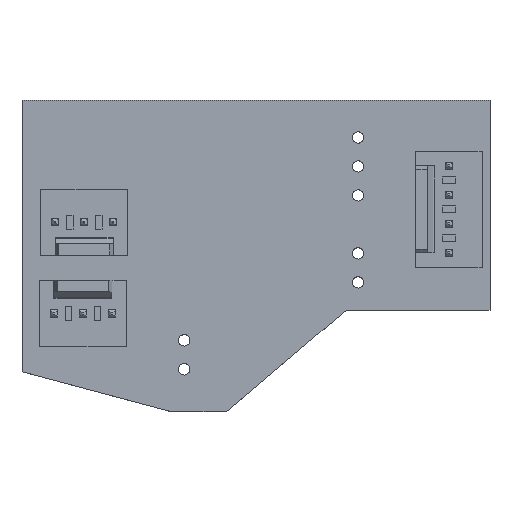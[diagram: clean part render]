
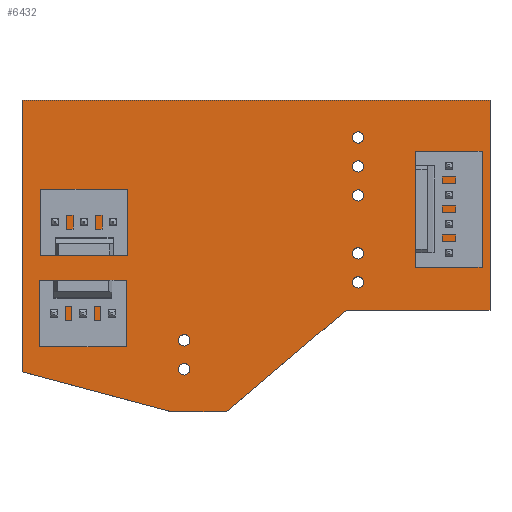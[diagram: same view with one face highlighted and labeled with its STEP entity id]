
A CAD part, top view. The second image highlights one B-rep face of the part: STEP entity #6432.
In plain terms, the highlighted planar face has unit normal (0, 0, 1).
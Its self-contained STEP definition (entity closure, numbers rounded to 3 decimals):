
#6109 = VERTEX_POINT('',#6110);
#6110 = CARTESIAN_POINT('',(37.7,4.7,1.6));
#6116 = EDGE_CURVE('',#6109,#6117,#6119,.T.);
#6117 = VERTEX_POINT('',#6118);
#6118 = CARTESIAN_POINT('',(25.1,4.7,1.6));
#6119 = LINE('',#6120,#6121);
#6120 = CARTESIAN_POINT('',(37.7,4.7,1.6));
#6121 = VECTOR('',#6122,1.);
#6122 = DIRECTION('',(-1.,0.,0.));
#6149 = VERTEX_POINT('',#6150);
#6150 = CARTESIAN_POINT('',(37.7,23.1,1.6));
#6156 = EDGE_CURVE('',#6149,#6109,#6157,.T.);
#6157 = LINE('',#6158,#6159);
#6158 = CARTESIAN_POINT('',(37.7,23.1,1.6));
#6159 = VECTOR('',#6160,1.);
#6160 = DIRECTION('',(0.,-1.,0.));
#6178 = EDGE_CURVE('',#6117,#6179,#6181,.T.);
#6179 = VERTEX_POINT('',#6180);
#6180 = CARTESIAN_POINT('',(14.6,-4.2,1.6));
#6181 = LINE('',#6182,#6183);
#6182 = CARTESIAN_POINT('',(25.1,4.7,1.6));
#6183 = VECTOR('',#6184,1.);
#6184 = DIRECTION('',(-0.763,-0.647,0.));
#6432 = ADVANCED_FACE('',(#6433,#6468,#6479,#6490,#6501,#6512,#6523,
    #6534,#6545,#6556,#6567,#6578,#6589,#6600,#6611,#6622,#6633,#6644),
  #6655,.F.);
#6433 = FACE_BOUND('',#6434,.F.);
#6434 = EDGE_LOOP('',(#6435,#6436,#6437,#6445,#6453,#6461,#6467));
#6435 = ORIENTED_EDGE('',*,*,#6116,.T.);
#6436 = ORIENTED_EDGE('',*,*,#6178,.T.);
#6437 = ORIENTED_EDGE('',*,*,#6438,.T.);
#6438 = EDGE_CURVE('',#6179,#6439,#6441,.T.);
#6439 = VERTEX_POINT('',#6440);
#6440 = CARTESIAN_POINT('',(9.8,-4.2,1.6));
#6441 = LINE('',#6442,#6443);
#6442 = CARTESIAN_POINT('',(14.6,-4.2,1.6));
#6443 = VECTOR('',#6444,1.);
#6444 = DIRECTION('',(-1.,0.,0.));
#6445 = ORIENTED_EDGE('',*,*,#6446,.T.);
#6446 = EDGE_CURVE('',#6439,#6447,#6449,.T.);
#6447 = VERTEX_POINT('',#6448);
#6448 = CARTESIAN_POINT('',(-3.3,-0.7,1.6));
#6449 = LINE('',#6450,#6451);
#6450 = CARTESIAN_POINT('',(9.8,-4.2,1.6));
#6451 = VECTOR('',#6452,1.);
#6452 = DIRECTION('',(-0.966,0.258,0.));
#6453 = ORIENTED_EDGE('',*,*,#6454,.T.);
#6454 = EDGE_CURVE('',#6447,#6455,#6457,.T.);
#6455 = VERTEX_POINT('',#6456);
#6456 = CARTESIAN_POINT('',(-3.3,23.1,1.6));
#6457 = LINE('',#6458,#6459);
#6458 = CARTESIAN_POINT('',(-3.3,-0.7,1.6));
#6459 = VECTOR('',#6460,1.);
#6460 = DIRECTION('',(0.,1.,0.));
#6461 = ORIENTED_EDGE('',*,*,#6462,.T.);
#6462 = EDGE_CURVE('',#6455,#6149,#6463,.T.);
#6463 = LINE('',#6464,#6465);
#6464 = CARTESIAN_POINT('',(-3.3,23.1,1.6));
#6465 = VECTOR('',#6466,1.);
#6466 = DIRECTION('',(1.,0.,0.));
#6467 = ORIENTED_EDGE('',*,*,#6156,.T.);
#6468 = FACE_BOUND('',#6469,.F.);
#6469 = EDGE_LOOP('',(#6470));
#6470 = ORIENTED_EDGE('',*,*,#6471,.F.);
#6471 = EDGE_CURVE('',#6472,#6472,#6474,.T.);
#6472 = VERTEX_POINT('',#6473);
#6473 = CARTESIAN_POINT('',(26.14,6.64,1.6));
#6474 = CIRCLE('',#6475,0.5);
#6475 = AXIS2_PLACEMENT_3D('',#6476,#6477,#6478);
#6476 = CARTESIAN_POINT('',(26.14,7.14,1.6));
#6477 = DIRECTION('',(-0.,0.,-1.));
#6478 = DIRECTION('',(-0.,-1.,0.));
#6479 = FACE_BOUND('',#6480,.F.);
#6480 = EDGE_LOOP('',(#6481));
#6481 = ORIENTED_EDGE('',*,*,#6482,.F.);
#6482 = EDGE_CURVE('',#6483,#6483,#6485,.T.);
#6483 = VERTEX_POINT('',#6484);
#6484 = CARTESIAN_POINT('',(10.9,-0.98,1.6));
#6485 = CIRCLE('',#6486,0.5);
#6486 = AXIS2_PLACEMENT_3D('',#6487,#6488,#6489);
#6487 = CARTESIAN_POINT('',(10.9,-0.48,1.6));
#6488 = DIRECTION('',(-0.,0.,-1.));
#6489 = DIRECTION('',(-0.,-1.,0.));
#6490 = FACE_BOUND('',#6491,.F.);
#6491 = EDGE_LOOP('',(#6492));
#6492 = ORIENTED_EDGE('',*,*,#6493,.F.);
#6493 = EDGE_CURVE('',#6494,#6494,#6496,.T.);
#6494 = VERTEX_POINT('',#6495);
#6495 = CARTESIAN_POINT('',(10.9,1.56,1.6));
#6496 = CIRCLE('',#6497,0.5);
#6497 = AXIS2_PLACEMENT_3D('',#6498,#6499,#6500);
#6498 = CARTESIAN_POINT('',(10.9,2.06,1.6));
#6499 = DIRECTION('',(-0.,0.,-1.));
#6500 = DIRECTION('',(-0.,-1.,0.));
#6501 = FACE_BOUND('',#6502,.F.);
#6502 = EDGE_LOOP('',(#6503));
#6503 = ORIENTED_EDGE('',*,*,#6504,.F.);
#6504 = EDGE_CURVE('',#6505,#6505,#6507,.T.);
#6505 = VERTEX_POINT('',#6506);
#6506 = CARTESIAN_POINT('',(4.58,3.805,1.6));
#6507 = CIRCLE('',#6508,0.595);
#6508 = AXIS2_PLACEMENT_3D('',#6509,#6510,#6511);
#6509 = CARTESIAN_POINT('',(4.58,4.4,1.6));
#6510 = DIRECTION('',(-0.,0.,-1.));
#6511 = DIRECTION('',(-0.,-1.,0.));
#6512 = FACE_BOUND('',#6513,.F.);
#6513 = EDGE_LOOP('',(#6514));
#6514 = ORIENTED_EDGE('',*,*,#6515,.F.);
#6515 = EDGE_CURVE('',#6516,#6516,#6518,.T.);
#6516 = VERTEX_POINT('',#6517);
#6517 = CARTESIAN_POINT('',(2.04,3.805,1.6));
#6518 = CIRCLE('',#6519,0.595);
#6519 = AXIS2_PLACEMENT_3D('',#6520,#6521,#6522);
#6520 = CARTESIAN_POINT('',(2.04,4.4,1.6));
#6521 = DIRECTION('',(-0.,0.,-1.));
#6522 = DIRECTION('',(-0.,-1.,0.));
#6523 = FACE_BOUND('',#6524,.F.);
#6524 = EDGE_LOOP('',(#6525));
#6525 = ORIENTED_EDGE('',*,*,#6526,.F.);
#6526 = EDGE_CURVE('',#6527,#6527,#6529,.T.);
#6527 = VERTEX_POINT('',#6528);
#6528 = CARTESIAN_POINT('',(-0.5,3.805,1.6));
#6529 = CIRCLE('',#6530,0.595);
#6530 = AXIS2_PLACEMENT_3D('',#6531,#6532,#6533);
#6531 = CARTESIAN_POINT('',(-0.5,4.4,1.6));
#6532 = DIRECTION('',(-0.,0.,-1.));
#6533 = DIRECTION('',(-0.,-1.,0.));
#6534 = FACE_BOUND('',#6535,.F.);
#6535 = EDGE_LOOP('',(#6536));
#6536 = ORIENTED_EDGE('',*,*,#6537,.F.);
#6537 = EDGE_CURVE('',#6538,#6538,#6540,.T.);
#6538 = VERTEX_POINT('',#6539);
#6539 = CARTESIAN_POINT('',(34.1,9.125,1.6));
#6540 = CIRCLE('',#6541,0.595);
#6541 = AXIS2_PLACEMENT_3D('',#6542,#6543,#6544);
#6542 = CARTESIAN_POINT('',(34.1,9.72,1.6));
#6543 = DIRECTION('',(-0.,0.,-1.));
#6544 = DIRECTION('',(-0.,-1.,0.));
#6545 = FACE_BOUND('',#6546,.F.);
#6546 = EDGE_LOOP('',(#6547));
#6547 = ORIENTED_EDGE('',*,*,#6548,.F.);
#6548 = EDGE_CURVE('',#6549,#6549,#6551,.T.);
#6549 = VERTEX_POINT('',#6550);
#6550 = CARTESIAN_POINT('',(34.1,11.665,1.6));
#6551 = CIRCLE('',#6552,0.595);
#6552 = AXIS2_PLACEMENT_3D('',#6553,#6554,#6555);
#6553 = CARTESIAN_POINT('',(34.1,12.26,1.6));
#6554 = DIRECTION('',(-0.,0.,-1.));
#6555 = DIRECTION('',(-0.,-1.,0.));
#6556 = FACE_BOUND('',#6557,.F.);
#6557 = EDGE_LOOP('',(#6558));
#6558 = ORIENTED_EDGE('',*,*,#6559,.F.);
#6559 = EDGE_CURVE('',#6560,#6560,#6562,.T.);
#6560 = VERTEX_POINT('',#6561);
#6561 = CARTESIAN_POINT('',(26.14,9.18,1.6));
#6562 = CIRCLE('',#6563,0.5);
#6563 = AXIS2_PLACEMENT_3D('',#6564,#6565,#6566);
#6564 = CARTESIAN_POINT('',(26.14,9.68,1.6));
#6565 = DIRECTION('',(-0.,0.,-1.));
#6566 = DIRECTION('',(-0.,-1.,0.));
#6567 = FACE_BOUND('',#6568,.F.);
#6568 = EDGE_LOOP('',(#6569));
#6569 = ORIENTED_EDGE('',*,*,#6570,.F.);
#6570 = EDGE_CURVE('',#6571,#6571,#6573,.T.);
#6571 = VERTEX_POINT('',#6572);
#6572 = CARTESIAN_POINT('',(34.1,14.205,1.6));
#6573 = CIRCLE('',#6574,0.595);
#6574 = AXIS2_PLACEMENT_3D('',#6575,#6576,#6577);
#6575 = CARTESIAN_POINT('',(34.1,14.8,1.6));
#6576 = DIRECTION('',(-0.,0.,-1.));
#6577 = DIRECTION('',(-0.,-1.,0.));
#6578 = FACE_BOUND('',#6579,.F.);
#6579 = EDGE_LOOP('',(#6580));
#6580 = ORIENTED_EDGE('',*,*,#6581,.F.);
#6581 = EDGE_CURVE('',#6582,#6582,#6584,.T.);
#6582 = VERTEX_POINT('',#6583);
#6583 = CARTESIAN_POINT('',(26.14,14.26,1.6));
#6584 = CIRCLE('',#6585,0.5);
#6585 = AXIS2_PLACEMENT_3D('',#6586,#6587,#6588);
#6586 = CARTESIAN_POINT('',(26.14,14.76,1.6));
#6587 = DIRECTION('',(-0.,0.,-1.));
#6588 = DIRECTION('',(-0.,-1.,0.));
#6589 = FACE_BOUND('',#6590,.F.);
#6590 = EDGE_LOOP('',(#6591));
#6591 = ORIENTED_EDGE('',*,*,#6592,.F.);
#6592 = EDGE_CURVE('',#6593,#6593,#6595,.T.);
#6593 = VERTEX_POINT('',#6594);
#6594 = CARTESIAN_POINT('',(34.1,16.745,1.6));
#6595 = CIRCLE('',#6596,0.595);
#6596 = AXIS2_PLACEMENT_3D('',#6597,#6598,#6599);
#6597 = CARTESIAN_POINT('',(34.1,17.34,1.6));
#6598 = DIRECTION('',(-0.,0.,-1.));
#6599 = DIRECTION('',(-0.,-1.,0.));
#6600 = FACE_BOUND('',#6601,.F.);
#6601 = EDGE_LOOP('',(#6602));
#6602 = ORIENTED_EDGE('',*,*,#6603,.F.);
#6603 = EDGE_CURVE('',#6604,#6604,#6606,.T.);
#6604 = VERTEX_POINT('',#6605);
#6605 = CARTESIAN_POINT('',(26.14,16.8,1.6));
#6606 = CIRCLE('',#6607,0.5);
#6607 = AXIS2_PLACEMENT_3D('',#6608,#6609,#6610);
#6608 = CARTESIAN_POINT('',(26.14,17.3,1.6));
#6609 = DIRECTION('',(-0.,0.,-1.));
#6610 = DIRECTION('',(-0.,-1.,0.));
#6611 = FACE_BOUND('',#6612,.F.);
#6612 = EDGE_LOOP('',(#6613));
#6613 = ORIENTED_EDGE('',*,*,#6614,.F.);
#6614 = EDGE_CURVE('',#6615,#6615,#6617,.T.);
#6615 = VERTEX_POINT('',#6616);
#6616 = CARTESIAN_POINT('',(26.14,19.34,1.6));
#6617 = CIRCLE('',#6618,0.5);
#6618 = AXIS2_PLACEMENT_3D('',#6619,#6620,#6621);
#6619 = CARTESIAN_POINT('',(26.14,19.84,1.6));
#6620 = DIRECTION('',(-0.,0.,-1.));
#6621 = DIRECTION('',(-0.,-1.,0.));
#6622 = FACE_BOUND('',#6623,.F.);
#6623 = EDGE_LOOP('',(#6624));
#6624 = ORIENTED_EDGE('',*,*,#6625,.F.);
#6625 = EDGE_CURVE('',#6626,#6626,#6628,.T.);
#6626 = VERTEX_POINT('',#6627);
#6627 = CARTESIAN_POINT('',(4.68,11.805,1.6));
#6628 = CIRCLE('',#6629,0.595);
#6629 = AXIS2_PLACEMENT_3D('',#6630,#6631,#6632);
#6630 = CARTESIAN_POINT('',(4.68,12.4,1.6));
#6631 = DIRECTION('',(-0.,0.,-1.));
#6632 = DIRECTION('',(-0.,-1.,0.));
#6633 = FACE_BOUND('',#6634,.F.);
#6634 = EDGE_LOOP('',(#6635));
#6635 = ORIENTED_EDGE('',*,*,#6636,.F.);
#6636 = EDGE_CURVE('',#6637,#6637,#6639,.T.);
#6637 = VERTEX_POINT('',#6638);
#6638 = CARTESIAN_POINT('',(2.14,11.805,1.6));
#6639 = CIRCLE('',#6640,0.595);
#6640 = AXIS2_PLACEMENT_3D('',#6641,#6642,#6643);
#6641 = CARTESIAN_POINT('',(2.14,12.4,1.6));
#6642 = DIRECTION('',(-0.,0.,-1.));
#6643 = DIRECTION('',(0.,-1.,-0.));
#6644 = FACE_BOUND('',#6645,.F.);
#6645 = EDGE_LOOP('',(#6646));
#6646 = ORIENTED_EDGE('',*,*,#6647,.F.);
#6647 = EDGE_CURVE('',#6648,#6648,#6650,.T.);
#6648 = VERTEX_POINT('',#6649);
#6649 = CARTESIAN_POINT('',(-0.4,11.805,1.6));
#6650 = CIRCLE('',#6651,0.595);
#6651 = AXIS2_PLACEMENT_3D('',#6652,#6653,#6654);
#6652 = CARTESIAN_POINT('',(-0.4,12.4,1.6));
#6653 = DIRECTION('',(-0.,0.,-1.));
#6654 = DIRECTION('',(0.,-1.,0.));
#6655 = PLANE('',#6656);
#6656 = AXIS2_PLACEMENT_3D('',#6657,#6658,#6659);
#6657 = CARTESIAN_POINT('',(16.352,11.559,1.6));
#6658 = DIRECTION('',(-0.,-0.,-1.));
#6659 = DIRECTION('',(-1.,0.,0.));
